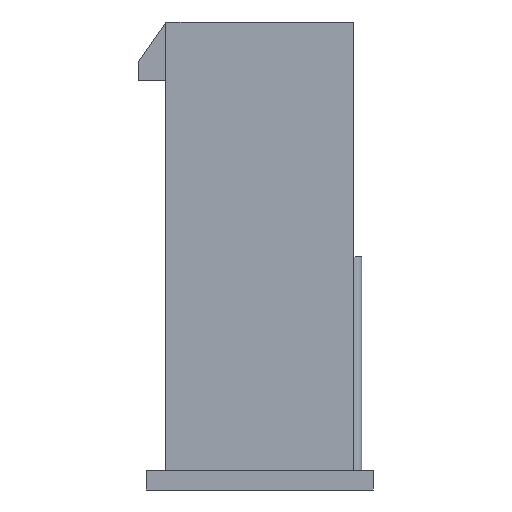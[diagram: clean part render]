
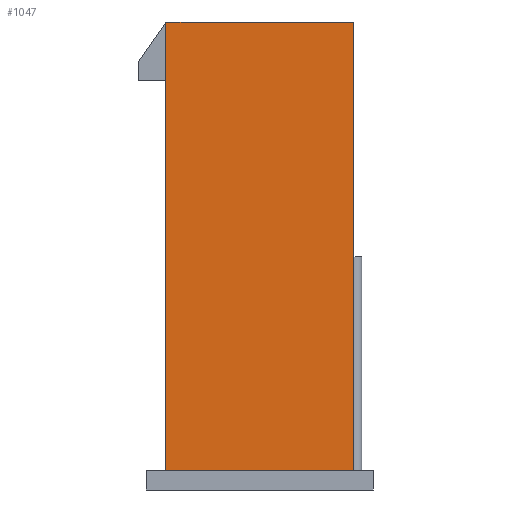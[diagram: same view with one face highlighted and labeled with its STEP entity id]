
A CAD part, left-side view. The second image highlights one B-rep face of the part: STEP entity #1047.
In plain terms, the highlighted planar face has unit normal (-1, 0, 0).
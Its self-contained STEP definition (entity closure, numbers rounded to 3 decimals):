
#17=DIRECTION('',(0.,1.,0.));
#18=VECTOR('',#17,9.6);
#19=CARTESIAN_POINT('',(-4.8,1.,0.));
#20=LINE('',#19,#18);
#125=DIRECTION('',(0.,0.,-1.));
#126=VECTOR('',#125,22.9);
#127=CARTESIAN_POINT('',(-4.8,10.6,0.));
#128=LINE('',#127,#126);
#149=DIRECTION('',(0.,1.,0.));
#150=VECTOR('',#149,9.6);
#151=CARTESIAN_POINT('',(-4.8,1.,-22.9));
#152=LINE('',#151,#150);
#153=DIRECTION('',(0.,0.,-1.));
#154=VECTOR('',#153,22.9);
#155=CARTESIAN_POINT('',(-4.8,1.,0.));
#156=LINE('',#155,#154);
#692=CARTESIAN_POINT('',(-4.8,1.,0.));
#694=VERTEX_POINT('',#692);
#695=CARTESIAN_POINT('',(-4.8,10.6,0.));
#696=VERTEX_POINT('',#695);
#831=CARTESIAN_POINT('',(-4.8,1.,-22.9));
#832=CARTESIAN_POINT('',(-4.8,10.6,-22.9));
#833=VERTEX_POINT('',#831);
#834=VERTEX_POINT('',#832);
#1034=CARTESIAN_POINT('',(-4.8,1.,0.));
#1035=DIRECTION('',(-1.,0.,0.));
#1036=DIRECTION('',(0.,1.,0.));
#1037=AXIS2_PLACEMENT_3D('',#1034,#1035,#1036);
#1038=PLANE('',#1037);
#1040=ORIENTED_EDGE('',*,*,#1039,.T.);
#1041=ORIENTED_EDGE('',*,*,#1012,.F.);
#1042=ORIENTED_EDGE('',*,*,#920,.F.);
#1044=ORIENTED_EDGE('',*,*,#1043,.T.);
#1045=EDGE_LOOP('',(#1040,#1041,#1042,#1044));
#1046=FACE_OUTER_BOUND('',#1045,.F.);
#1047=ADVANCED_FACE('',(#1046),#1038,.T.);
#920=EDGE_CURVE('',#694,#696,#20,.T.);
#1012=EDGE_CURVE('',#696,#834,#128,.T.);
#1039=EDGE_CURVE('',#833,#834,#152,.T.);
#1043=EDGE_CURVE('',#694,#833,#156,.T.);
